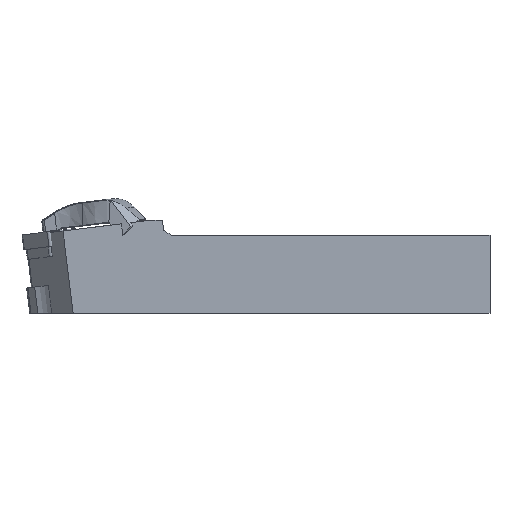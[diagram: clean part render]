
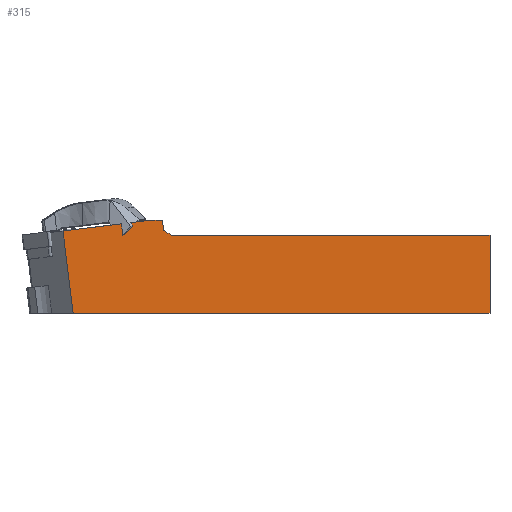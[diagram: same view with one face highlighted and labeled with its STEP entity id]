
A CAD part, front view. The second image highlights one B-rep face of the part: STEP entity #315.
In plain terms, the highlighted planar face has unit normal (0, -1, 0).
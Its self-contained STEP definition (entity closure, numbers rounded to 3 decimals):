
#315=ADVANCED_FACE('',(#495),#434,.F.);
#434=PLANE('',#2185);
#495=FACE_OUTER_BOUND('',#613,.T.);
#613=EDGE_LOOP('',(#753,#754,#755,#756,#757,#758,#759,#760,#761,#762,#763,
#764,#765,#766));
#753=ORIENTED_EDGE('',*,*,#1561,.F.);
#754=ORIENTED_EDGE('',*,*,#1562,.T.);
#755=ORIENTED_EDGE('',*,*,#1563,.T.);
#756=ORIENTED_EDGE('',*,*,#1564,.F.);
#757=ORIENTED_EDGE('',*,*,#1565,.F.);
#758=ORIENTED_EDGE('',*,*,#1566,.F.);
#759=ORIENTED_EDGE('',*,*,#1567,.T.);
#760=ORIENTED_EDGE('',*,*,#1568,.F.);
#761=ORIENTED_EDGE('',*,*,#1569,.F.);
#762=ORIENTED_EDGE('',*,*,#1570,.T.);
#763=ORIENTED_EDGE('',*,*,#1571,.F.);
#764=ORIENTED_EDGE('',*,*,#1572,.T.);
#765=ORIENTED_EDGE('',*,*,#1573,.F.);
#766=ORIENTED_EDGE('',*,*,#1574,.T.);
#1362=VERTEX_POINT('',#2857);
#1363=VERTEX_POINT('',#2858);
#1364=VERTEX_POINT('',#2860);
#1365=VERTEX_POINT('',#2862);
#1366=VERTEX_POINT('',#2864);
#1367=VERTEX_POINT('',#2866);
#1368=VERTEX_POINT('',#2868);
#1369=VERTEX_POINT('',#2870);
#1370=VERTEX_POINT('',#2872);
#1371=VERTEX_POINT('',#2874);
#1372=VERTEX_POINT('',#2876);
#1373=VERTEX_POINT('',#2878);
#1374=VERTEX_POINT('',#2880);
#1375=VERTEX_POINT('',#2882);
#1561=EDGE_CURVE('',#1362,#1363,#1867,.T.);
#1562=EDGE_CURVE('',#1362,#1364,#1868,.T.);
#1563=EDGE_CURVE('',#1364,#1365,#1869,.T.);
#1564=EDGE_CURVE('',#1366,#1365,#1870,.T.);
#1565=EDGE_CURVE('',#1367,#1366,#1871,.T.);
#1566=EDGE_CURVE('',#1368,#1367,#1872,.T.);
#1567=EDGE_CURVE('',#1368,#1369,#1873,.T.);
#1568=EDGE_CURVE('',#1370,#1369,#1874,.T.);
#1569=EDGE_CURVE('',#1371,#1370,#1875,.T.);
#1570=EDGE_CURVE('',#1371,#1372,#1876,.T.);
#1571=EDGE_CURVE('',#1373,#1372,#1877,.T.);
#1572=EDGE_CURVE('',#1373,#1374,#1878,.T.);
#1573=EDGE_CURVE('',#1375,#1374,#1879,.T.);
#1574=EDGE_CURVE('',#1375,#1363,#1880,.T.);
#1867=LINE('',#2856,#2029);
#1868=LINE('',#2859,#2030);
#1869=LINE('',#2861,#2031);
#1870=LINE('',#2863,#2032);
#1871=LINE('',#2865,#2033);
#1872=LINE('',#2867,#2034);
#1873=LINE('',#2869,#2035);
#1874=LINE('',#2871,#2036);
#1875=LINE('',#2873,#2037);
#1876=LINE('',#2875,#2038);
#1877=LINE('',#2877,#2039);
#1878=LINE('',#2879,#2040);
#1879=LINE('',#2881,#2041);
#1880=LINE('',#2883,#2042);
#2029=VECTOR('',#2369,1.);
#2030=VECTOR('',#2370,1.);
#2031=VECTOR('',#2371,1.);
#2032=VECTOR('',#2372,1.);
#2033=VECTOR('',#2373,1.);
#2034=VECTOR('',#2374,1.);
#2035=VECTOR('',#2375,1.);
#2036=VECTOR('',#2376,1.);
#2037=VECTOR('',#2377,1.);
#2038=VECTOR('',#2378,1.);
#2039=VECTOR('',#2379,1.);
#2040=VECTOR('',#2380,1.);
#2041=VECTOR('',#2381,1.);
#2042=VECTOR('',#2382,1.);
#2185=AXIS2_PLACEMENT_3D('',#2884,#2383,#2384);
#2369=DIRECTION('',(0.122,0.,-0.993));
#2370=DIRECTION('',(-0.993,0.,-0.122));
#2371=DIRECTION('',(0.122,0.,-0.993));
#2372=DIRECTION('',(-1.,0.,0.));
#2373=DIRECTION('',(0.,0.,-1.));
#2374=DIRECTION('',(1.,0.,0.));
#2375=DIRECTION('',(-0.819,0.,0.574));
#2376=DIRECTION('',(0.174,0.,-0.985));
#2377=DIRECTION('',(1.,0.,0.));
#2378=DIRECTION('',(-0.993,0.,-0.122));
#2379=DIRECTION('',(-0.717,0.,0.697));
#2380=DIRECTION('',(-0.235,0.,-0.972));
#2381=DIRECTION('',(0.69,0.,0.724));
#2382=DIRECTION('',(-0.809,0.,-0.588));
#2383=DIRECTION('',(0.,1.,0.));
#2384=DIRECTION('',(-1.,0.,0.));
#2856=CARTESIAN_POINT('',(25.999,-25.,53.438));
#2857=CARTESIAN_POINT('',(32.114,-25.,3.641));
#2858=CARTESIAN_POINT('',(32.57,-25.,-0.073));
#2859=CARTESIAN_POINT('',(-6.296,-25.,-1.075));
#2860=CARTESIAN_POINT('',(13.45,-25.,1.349));
#2861=CARTESIAN_POINT('',(15.486,-25.,-15.226));
#2862=CARTESIAN_POINT('',(16.686,-25.,-25.));
#2863=CARTESIAN_POINT('',(-2.,-25.,-25.));
#2864=CARTESIAN_POINT('',(150.,-25.,-25.));
#2865=CARTESIAN_POINT('',(150.,-25.,50.));
#2866=CARTESIAN_POINT('',(150.,-25.,0.));
#2867=CARTESIAN_POINT('',(-2.,-25.,0.));
#2868=CARTESIAN_POINT('',(48.,-25.,0.));
#2869=CARTESIAN_POINT('',(-9.043,-25.,39.942));
#2870=CARTESIAN_POINT('',(45.718,-25.,1.598));
#2871=CARTESIAN_POINT('',(36.002,-25.,56.701));
#2872=CARTESIAN_POINT('',(45.154,-25.,4.8));
#2873=CARTESIAN_POINT('',(-2.,-25.,4.8));
#2874=CARTESIAN_POINT('',(41.555,-25.,4.8));
#2875=CARTESIAN_POINT('',(-6.296,-25.,-1.075));
#2876=CARTESIAN_POINT('',(34.993,-25.,3.994));
#2877=CARTESIAN_POINT('',(-7.028,-25.,44.826));
#2878=CARTESIAN_POINT('',(35.763,-25.,3.246));
#2879=CARTESIAN_POINT('',(44.355,-25.,38.795));
#2880=CARTESIAN_POINT('',(35.679,-25.,2.899));
#2881=CARTESIAN_POINT('',(41.282,-25.,8.783));
#2882=CARTESIAN_POINT('',(33.475,-25.,0.585));
#2883=CARTESIAN_POINT('',(33.768,-25.,0.798));
#2884=CARTESIAN_POINT('',(-2.,-25.,50.));
